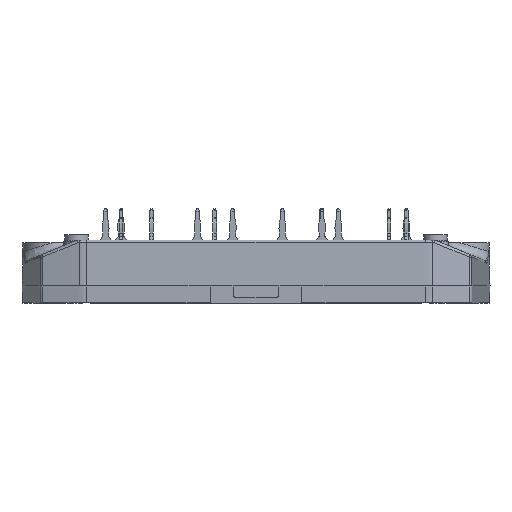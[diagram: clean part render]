
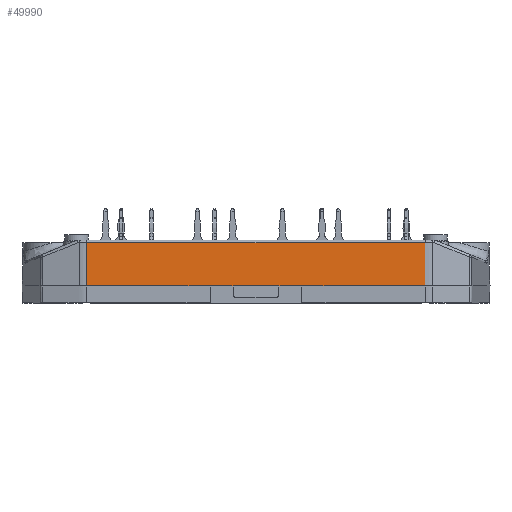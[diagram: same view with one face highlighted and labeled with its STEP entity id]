
A CAD part, front view. The second image highlights one B-rep face of the part: STEP entity #49990.
In plain terms, the highlighted planar face has unit normal (0, -1, 0.026).
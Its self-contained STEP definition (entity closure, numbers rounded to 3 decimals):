
#6597=ORIENTED_EDGE('',*,*,#16209,.F.);
#6598=ORIENTED_EDGE('',*,*,#16210,.T.);
#6599=ORIENTED_EDGE('',*,*,#15929,.F.);
#6600=ORIENTED_EDGE('',*,*,#16211,.F.);
#6601=ORIENTED_EDGE('',*,*,#16212,.T.);
#6602=ORIENTED_EDGE('',*,*,#16213,.T.);
#6603=ORIENTED_EDGE('',*,*,#16197,.T.);
#6604=ORIENTED_EDGE('',*,*,#16214,.F.);
#6605=ORIENTED_EDGE('',*,*,#16191,.F.);
#6606=ORIENTED_EDGE('',*,*,#15916,.F.);
#15916=EDGE_CURVE('',#20890,#20891,#24001,.T.);
#15929=EDGE_CURVE('',#20900,#20901,#24009,.T.);
#16191=EDGE_CURVE('',#20891,#21059,#24143,.T.);
#16197=EDGE_CURVE('',#21065,#21064,#24147,.T.);
#16209=EDGE_CURVE('',#21075,#20890,#24155,.T.);
#16210=EDGE_CURVE('',#21075,#20901,#24156,.F.);
#16211=EDGE_CURVE('',#21076,#20900,#24157,.F.);
#16212=EDGE_CURVE('',#21076,#21077,#24158,.T.);
#16213=EDGE_CURVE('',#21077,#21065,#24159,.T.);
#16214=EDGE_CURVE('',#21059,#21064,#24160,.T.);
#20890=VERTEX_POINT('',#69901);
#20891=VERTEX_POINT('',#69903);
#20900=VERTEX_POINT('',#69936);
#20901=VERTEX_POINT('',#69937);
#21059=VERTEX_POINT('',#71004);
#21064=VERTEX_POINT('',#71014);
#21065=VERTEX_POINT('',#71016);
#21075=VERTEX_POINT('',#71120);
#21076=VERTEX_POINT('',#71123);
#21077=VERTEX_POINT('',#71125);
#24001=LINE('',#69902,#27057);
#24009=LINE('',#69935,#27065);
#24143=LINE('',#71003,#27199);
#24147=LINE('',#71015,#27203);
#24155=LINE('',#71119,#27211);
#24156=LINE('',#71121,#27212);
#24157=LINE('',#71122,#27213);
#24158=LINE('',#71124,#27214);
#24159=LINE('',#71126,#27215);
#24160=LINE('',#71127,#27216);
#27057=VECTOR('',#57696,1000.);
#27065=VECTOR('',#57720,1000.);
#27199=VECTOR('',#58178,1000.);
#27203=VECTOR('',#58186,1000.);
#27211=VECTOR('',#58198,1000.);
#27212=VECTOR('',#58199,1000.);
#27213=VECTOR('',#58200,1000.);
#27214=VECTOR('',#58201,1000.);
#27215=VECTOR('',#58202,1000.);
#27216=VECTOR('',#58203,1000.);
#30181=EDGE_LOOP('',(#6597,#6598,#6599,#6600,#6601,#6602,#6603,#6604,#6605,
#6606));
#32411=FACE_BOUND('',#30181,.T.);
#34178=PLANE('',#52702);
#49990=ADVANCED_FACE('',(#32411),#34178,.T.);
#52702=AXIS2_PLACEMENT_3D('',#71118,#58196,#58197);
#57696=DIRECTION('',(-1.,0.,0.));
#57720=DIRECTION('',(1.,0.,0.));
#58178=DIRECTION('',(-1.,0.,0.));
#58186=DIRECTION('',(1.,0.,0.));
#58196=DIRECTION('',(0.,-1.,0.026));
#58197=DIRECTION('',(0.,0.026,1.));
#58198=DIRECTION('',(-1.,0.,0.));
#58199=DIRECTION('',(0.006,-0.026,-1.));
#58200=DIRECTION('',(-0.006,-0.026,-1.));
#58201=DIRECTION('',(1.,0.,0.));
#58202=DIRECTION('',(1.,0.,0.));
#58203=DIRECTION('',(-1.,0.,0.));
#69901=CARTESIAN_POINT('',(29.513,-30.776,2.02));
#69902=CARTESIAN_POINT('',(17.961,-30.776,2.02));
#69903=CARTESIAN_POINT('',(8.,-30.776,2.02));
#69935=CARTESIAN_POINT('',(27.533,-30.58,9.533));
#69936=CARTESIAN_POINT('',(-29.469,-30.58,9.533));
#69937=CARTESIAN_POINT('',(29.469,-30.58,9.533));
#71003=CARTESIAN_POINT('',(17.961,-30.776,2.02));
#71004=CARTESIAN_POINT('',(4.,-30.776,2.02));
#71014=CARTESIAN_POINT('',(-4.,-30.776,2.02));
#71015=CARTESIAN_POINT('',(-17.961,-30.776,2.02));
#71016=CARTESIAN_POINT('',(-8.,-30.776,2.02));
#71118=CARTESIAN_POINT('',(17.961,-30.776,2.02));
#71119=CARTESIAN_POINT('',(17.961,-30.776,2.02));
#71120=CARTESIAN_POINT('',(29.513,-30.776,2.02));
#71121=CARTESIAN_POINT('',(29.512,-30.775,2.087));
#71122=CARTESIAN_POINT('',(-29.512,-30.775,2.087));
#71123=CARTESIAN_POINT('',(-29.513,-30.776,2.02));
#71124=CARTESIAN_POINT('',(-17.961,-30.776,2.02));
#71125=CARTESIAN_POINT('',(-29.513,-30.776,2.02));
#71126=CARTESIAN_POINT('',(-17.961,-30.776,2.02));
#71127=CARTESIAN_POINT('',(-17.961,-30.776,2.02));
